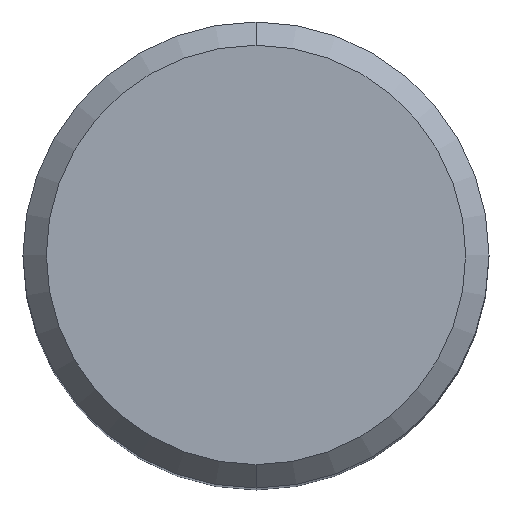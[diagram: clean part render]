
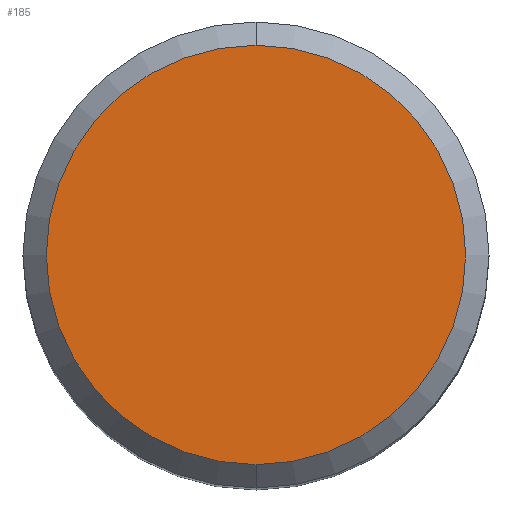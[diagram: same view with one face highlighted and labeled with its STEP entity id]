
A CAD part, top view. The second image highlights one B-rep face of the part: STEP entity #185.
In plain terms, the highlighted planar face has unit normal (0, 0, 1).
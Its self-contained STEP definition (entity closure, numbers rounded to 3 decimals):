
#179=EDGE_CURVE('',#249,#333,#486,.T.);
#185=ADVANCED_FACE('',(#492),#493,.T.);
#207=EDGE_CURVE('',#333,#249,#517,.T.);
#249=VERTEX_POINT('',#564);
#333=VERTEX_POINT('',#657);
#486=CIRCLE('',#817,9.0);
#492=FACE_OUTER_BOUND('',#847,.T.);
#493=PLANE('',#848);
#517=CIRCLE('',#925,9.0);
#564=CARTESIAN_POINT('',(0.0,9.0,0.));
#657=CARTESIAN_POINT('',(0.,-9.0,0.));
#817=AXIS2_PLACEMENT_3D('',#1612,#1613,#1614);
#847=EDGE_LOOP('',(#1616,#1617));
#848=AXIS2_PLACEMENT_3D('',#1618,#1619,#1620);
#925=AXIS2_PLACEMENT_3D('',#1639,#1640,#1641);
#1612=CARTESIAN_POINT('',(0.0,0.0,0.));
#1613=DIRECTION('',(0.0,0.0,-1.0));
#1614=DIRECTION('',(0.0,1.0,0.0));
#1616=ORIENTED_EDGE('',*,*,#179,.F.);
#1617=ORIENTED_EDGE('',*,*,#207,.F.);
#1618=CARTESIAN_POINT('',(0.0,4.5,0.));
#1619=DIRECTION('',(-0.0,0.0,1.0));
#1620=DIRECTION('',(0.0,-1.0,0.0));
#1639=CARTESIAN_POINT('',(0.0,0.0,0.));
#1640=DIRECTION('',(0.0,0.0,-1.0));
#1641=DIRECTION('',(0.0,1.0,0.0));
